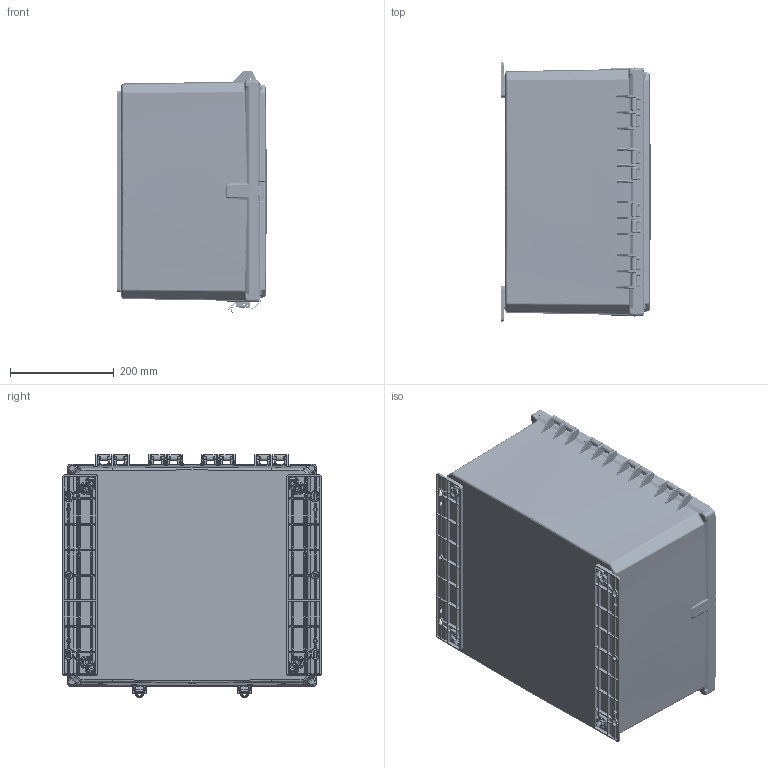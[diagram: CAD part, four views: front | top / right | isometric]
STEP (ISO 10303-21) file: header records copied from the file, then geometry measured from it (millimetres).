
FILE_DESCRIPTION (( 'STEP AP214' ), '1' );
FILE_NAME ('TEWPC181610.step', '2020-06-23T05:02:20', ( '' ), ( '' ), 'SwSTEP 2.0', 'SolidWorks 2018', '' );
FILE_SCHEMA (( 'AUTOMOTIVE_DESIGN' ));
Length unit declared in the file: inch
Products named in the file (8): NBPC181610_Box; NBWPC181610_box assy; NBPC18-W-LID; NBPC181610_Latch; Integra-Upper Insert; NBPC181610_16IN-MNT-FLANGE; TEWPC181610; Integra-Bottom Insert
Assembly tree (15 placements, depth 3):
  TEWPC181610
    NBWPC181610_box assy
      NBPC181610_Box
      Integra-Bottom Insert  x4
      Integra-Upper Insert  x4
    NBPC18-W-LID
    NBPC181610_Latch  x2
    NBPC181610_16IN-MNT-FLANGE  x2
Bounding box: 290.07 x 500.38 x 469.2 mm (x, y, z)
Volume: 5314353.1 mm3; surface area: 2033964.5 mm2
Topology: 18 solids, 18 shells, 5978 faces, 14461 edges, 8083 vertices
Faces by surface type: cylinder 2135, bspline 2014, plane 1281, cone 548
Entity records: 210705 total; most frequent: CARTESIAN_POINT 120636, ORIENTED_EDGE 20336, DIRECTION 12734, EDGE_CURVE 10168, VERTEX_POINT 5915, AXIS2_PLACEMENT_3D 4587, EDGE_LOOP 4483, FACE_OUTER_BOUND 4337
